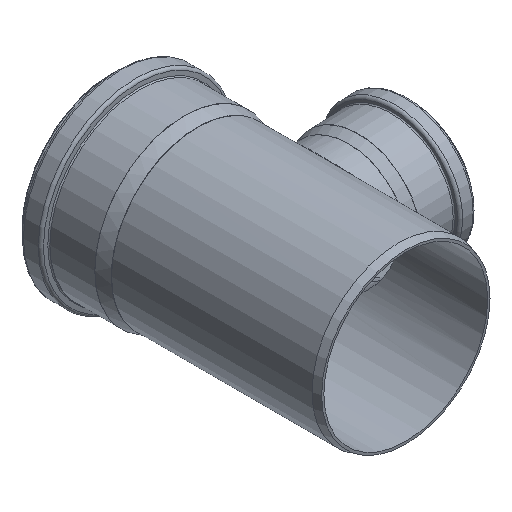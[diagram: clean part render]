
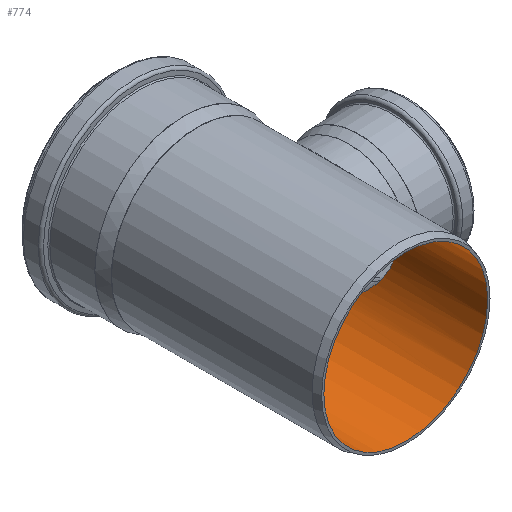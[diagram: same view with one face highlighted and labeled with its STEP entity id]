
A CAD part, isometric view. The second image highlights one B-rep face of the part: STEP entity #774.
In plain terms, the highlighted cylindrical face has radius 76.1 mm (diameter 152.2 mm), a full revolution.
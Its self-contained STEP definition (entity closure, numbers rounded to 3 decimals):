
#69=FACE_BOUND('',#235,.T.);
#70=FACE_BOUND('',#236,.T.);
#127=CYLINDRICAL_SURFACE('',#855,76.1);
#156=FACE_OUTER_BOUND('',#234,.T.);
#234=EDGE_LOOP('',(#636));
#235=EDGE_LOOP('',(#637));
#236=EDGE_LOOP('',(#638));
#359=B_SPLINE_CURVE_WITH_KNOTS('',3,(#1807,#1808,#1809,#1810,#1811,#1812,
#1813,#1814,#1815,#1816,#1817,#1818,#1819,#1820,#1821,#1822,#1823,#1824,
#1825,#1826,#1827,#1828,#1829,#1830,#1831,#1832,#1833,#1834,#1835,#1836,
#1837,#1838,#1839,#1840,#1841,#1842,#1843,#1844,#1845,#1846,#1847,#1848,
#1849,#1850,#1851,#1852,#1853,#1854,#1855,#1856,#1857,#1858,#1859,#1860,
#1861,#1862,#1863,#1864,#1865,#1866,#1867,#1868,#1869,#1870,#1871,#1872),
 .UNSPECIFIED.,.T.,.F.,(4,2,2,2,2,2,2,2,2,2,2,2,2,2,2,2,2,2,2,2,2,2,2,2,
2,2,2,2,2,2,2,2,4),(0.,1.042,2.084,3.125,
4.167,5.182,6.197,7.212,8.227,
9.242,10.257,11.272,12.287,13.329,
14.37,15.412,16.454,17.468,18.483,
19.497,20.512,21.526,22.539,23.553,
24.567,25.581,26.595,27.608,28.622,
29.637,30.651,31.666,32.68),
 .UNSPECIFIED.);
#372=CIRCLE('',#851,76.1);
#375=CIRCLE('',#856,76.1);
#445=VERTEX_POINT('',#1806);
#448=VERTEX_POINT('',#1880);
#451=VERTEX_POINT('',#1888);
#527=EDGE_CURVE('',#445,#445,#359,.T.);
#530=EDGE_CURVE('',#448,#448,#372,.T.);
#533=EDGE_CURVE('',#451,#451,#375,.T.);
#636=ORIENTED_EDGE('',*,*,#533,.T.);
#637=ORIENTED_EDGE('',*,*,#527,.F.);
#638=ORIENTED_EDGE('',*,*,#530,.F.);
#774=ADVANCED_FACE('',(#156,#69,#70),#127,.F.);
#851=AXIS2_PLACEMENT_3D('',#1881,#1004,#1005);
#855=AXIS2_PLACEMENT_3D('',#1887,#1012,#1013);
#856=AXIS2_PLACEMENT_3D('',#1889,#1014,#1015);
#1004=DIRECTION('center_axis',(0.,-1.,0.));
#1005=DIRECTION('ref_axis',(-1.,0.,0.));
#1012=DIRECTION('center_axis',(0.,-1.,0.));
#1013=DIRECTION('ref_axis',(1.,0.,0.));
#1014=DIRECTION('center_axis',(0.,-1.,0.));
#1015=DIRECTION('ref_axis',(1.,0.,0.));
#1806=CARTESIAN_POINT('',(55.656,-56.909,51.9));
#1807=CARTESIAN_POINT('Ctrl Pts',(55.656,-56.909,51.9));
#1808=CARTESIAN_POINT('Ctrl Pts',(55.656,-53.436,51.9));
#1809=CARTESIAN_POINT('Ctrl Pts',(55.99,-49.918,51.548));
#1810=CARTESIAN_POINT('Ctrl Pts',(57.244,-43.02,50.151));
#1811=CARTESIAN_POINT('Ctrl Pts',(58.161,-39.64,49.108));
#1812=CARTESIAN_POINT('Ctrl Pts',(60.332,-33.204,46.414));
#1813=CARTESIAN_POINT('Ctrl Pts',(61.586,-30.143,44.761));
#1814=CARTESIAN_POINT('Ctrl Pts',(64.166,-24.48,40.978));
#1815=CARTESIAN_POINT('Ctrl Pts',(65.49,-21.879,38.845));
#1816=CARTESIAN_POINT('Ctrl Pts',(67.948,-17.313,34.361));
#1817=CARTESIAN_POINT('Ctrl Pts',(69.179,-15.166,31.85));
#1818=CARTESIAN_POINT('Ctrl Pts',(71.461,-11.329,26.334));
#1819=CARTESIAN_POINT('Ctrl Pts',(72.511,-9.639,23.328));
#1820=CARTESIAN_POINT('Ctrl Pts',(74.253,-6.888,16.986));
#1821=CARTESIAN_POINT('Ctrl Pts',(74.946,-5.824,13.643));
#1822=CARTESIAN_POINT('Ctrl Pts',(75.869,-4.413,6.842));
#1823=CARTESIAN_POINT('Ctrl Pts',(76.1,-4.067,3.383));
#1824=CARTESIAN_POINT('Ctrl Pts',(76.1,-4.067,-3.383));
#1825=CARTESIAN_POINT('Ctrl Pts',(75.869,-4.413,-6.842));
#1826=CARTESIAN_POINT('Ctrl Pts',(74.946,-5.824,-13.643));
#1827=CARTESIAN_POINT('Ctrl Pts',(74.253,-6.888,-16.986));
#1828=CARTESIAN_POINT('Ctrl Pts',(72.511,-9.639,-23.328));
#1829=CARTESIAN_POINT('Ctrl Pts',(71.461,-11.329,-26.334));
#1830=CARTESIAN_POINT('Ctrl Pts',(69.179,-15.166,-31.85));
#1831=CARTESIAN_POINT('Ctrl Pts',(67.948,-17.313,-34.361));
#1832=CARTESIAN_POINT('Ctrl Pts',(65.49,-21.879,-38.845));
#1833=CARTESIAN_POINT('Ctrl Pts',(64.166,-24.48,-40.978));
#1834=CARTESIAN_POINT('Ctrl Pts',(61.586,-30.143,-44.761));
#1835=CARTESIAN_POINT('Ctrl Pts',(60.332,-33.204,-46.414));
#1836=CARTESIAN_POINT('Ctrl Pts',(58.161,-39.64,-49.108));
#1837=CARTESIAN_POINT('Ctrl Pts',(57.244,-43.02,-50.151));
#1838=CARTESIAN_POINT('Ctrl Pts',(55.99,-49.918,-51.548));
#1839=CARTESIAN_POINT('Ctrl Pts',(55.656,-53.436,-51.9));
#1840=CARTESIAN_POINT('Ctrl Pts',(55.656,-60.29,-51.9));
#1841=CARTESIAN_POINT('Ctrl Pts',(55.974,-63.722,-51.565));
#1842=CARTESIAN_POINT('Ctrl Pts',(57.193,-70.439,-50.209));
#1843=CARTESIAN_POINT('Ctrl Pts',(58.091,-73.725,-49.189));
#1844=CARTESIAN_POINT('Ctrl Pts',(60.235,-79.957,-46.539));
#1845=CARTESIAN_POINT('Ctrl Pts',(61.479,-82.912,-44.907));
#1846=CARTESIAN_POINT('Ctrl Pts',(64.044,-88.356,-41.166));
#1847=CARTESIAN_POINT('Ctrl Pts',(65.364,-90.845,-39.056));
#1848=CARTESIAN_POINT('Ctrl Pts',(67.843,-95.255,-34.57));
#1849=CARTESIAN_POINT('Ctrl Pts',(69.098,-97.339,-32.028));
#1850=CARTESIAN_POINT('Ctrl Pts',(71.419,-101.044,-26.452));
#1851=CARTESIAN_POINT('Ctrl Pts',(72.483,-102.665,-23.417));
#1852=CARTESIAN_POINT('Ctrl Pts',(74.245,-105.294,-17.027));
#1853=CARTESIAN_POINT('Ctrl Pts',(74.942,-106.304,-13.666));
#1854=CARTESIAN_POINT('Ctrl Pts',(75.87,-107.64,-6.842));
#1855=CARTESIAN_POINT('Ctrl Pts',(76.1,-107.966,-3.379));
#1856=CARTESIAN_POINT('Ctrl Pts',(76.1,-107.966,3.379));
#1857=CARTESIAN_POINT('Ctrl Pts',(75.87,-107.64,6.842));
#1858=CARTESIAN_POINT('Ctrl Pts',(74.942,-106.304,13.666));
#1859=CARTESIAN_POINT('Ctrl Pts',(74.245,-105.294,17.027));
#1860=CARTESIAN_POINT('Ctrl Pts',(72.483,-102.665,23.417));
#1861=CARTESIAN_POINT('Ctrl Pts',(71.419,-101.044,26.452));
#1862=CARTESIAN_POINT('Ctrl Pts',(69.098,-97.339,32.028));
#1863=CARTESIAN_POINT('Ctrl Pts',(67.843,-95.255,34.57));
#1864=CARTESIAN_POINT('Ctrl Pts',(65.364,-90.845,39.056));
#1865=CARTESIAN_POINT('Ctrl Pts',(64.044,-88.356,41.166));
#1866=CARTESIAN_POINT('Ctrl Pts',(61.479,-82.912,44.907));
#1867=CARTESIAN_POINT('Ctrl Pts',(60.235,-79.957,46.539));
#1868=CARTESIAN_POINT('Ctrl Pts',(58.091,-73.725,49.189));
#1869=CARTESIAN_POINT('Ctrl Pts',(57.193,-70.439,50.209));
#1870=CARTESIAN_POINT('Ctrl Pts',(55.974,-63.722,51.565));
#1871=CARTESIAN_POINT('Ctrl Pts',(55.656,-60.29,51.9));
#1872=CARTESIAN_POINT('Ctrl Pts',(55.656,-56.909,51.9));
#1880=CARTESIAN_POINT('',(76.1,-0.066,0.));
#1881=CARTESIAN_POINT('Origin',(0.,-0.066,
0.));
#1887=CARTESIAN_POINT('Origin',(0.,-96.669,
0.));
#1888=CARTESIAN_POINT('',(76.1,-193.339,0.));
#1889=CARTESIAN_POINT('Origin',(0.,-193.339,
0.));
